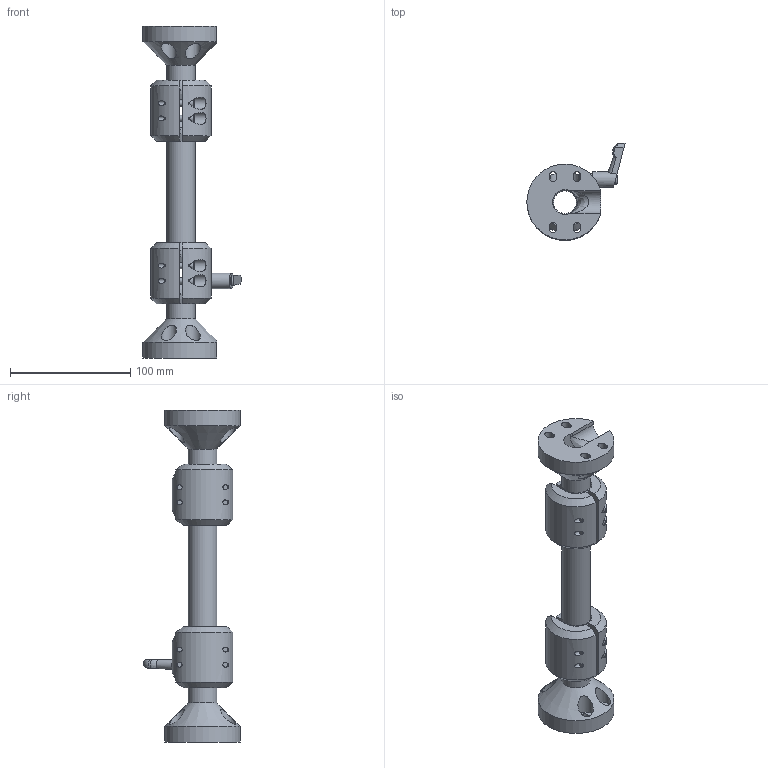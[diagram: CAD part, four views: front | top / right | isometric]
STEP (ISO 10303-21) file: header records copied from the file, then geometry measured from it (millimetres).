
FILE_DESCRIPTION (( 'STEP AP214' ), '1' );
FILE_NAME ('SLM-100100.STEP', '2023-12-13T19:32:49', ( '' ), ( '' ), 'SwSTEP 2.0', 'SolidWorks 2023', '' );
FILE_SCHEMA (( 'AUTOMOTIVE_DESIGN' ));
Length unit declared in the file: inch
Products named in the file (1): SLM-100100
Bounding box: 81.68 x 80.59 x 276.01 mm (x, y, z)
Volume: 253810.5 mm3; surface area: 92712 mm2
Topology: 17 solids, 18 shells, 421 faces, 1010 edges, 654 vertices
Faces by surface type: plane 203, cylinder 124, cone 54, bspline 38, torus 2
Full cylindrical faces by diameter (mm): 2.459 x1, 4.2 x8, 4.5 x1, 4.877 x1, 5 x10, 5.8 x8, 7.938 x1, 8 x1, 8.3 x1, 8.5 x8, 10 x9, 12.7 x8, 13 x1, 19.05 x1, 20.638 x2, 23.812 x2, 23.813 x1, 28.321 x2
Entity records: 16514 total; most frequent: CARTESIAN_POINT 7521, DIRECTION 1748, ORIENTED_EDGE 1642, EDGE_CURVE 821, AXIS2_PLACEMENT_3D 695, EDGE_LOOP 627, VERTEX_POINT 584, FACE_OUTER_BOUND 501
